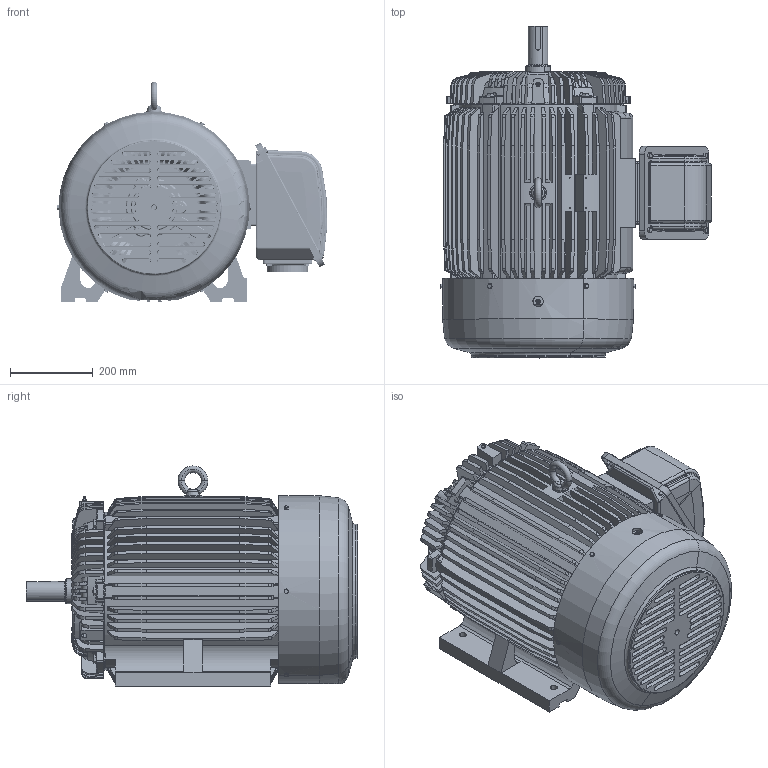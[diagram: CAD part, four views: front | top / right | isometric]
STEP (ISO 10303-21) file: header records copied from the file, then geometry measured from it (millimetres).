
FILE_DESCRIPTION(('CATIA V5 STEP Exchange'),'2;1');
FILE_NAME('365TS-H_AllCATPart.stp','2012-08-27T02:17:08+00:00',('none'),('none'),'CATIA Version 5 Release 19 SP 9 (IN-10)','CATIA V5 STEP AP203','none');
FILE_SCHEMA(('CONFIG_CONTROL_DESIGN'));
Length unit declared in the file: millimetre
Products named in the file (1): 365TS-H_AllCATPart
Bounding box: 652.67 x 800.67 x 531.28 mm (x, y, z)
Volume: 28287083.1 mm3; surface area: 5476726 mm2
Topology: 49 solids, 49 shells, 4189 faces, 11582 edges, 7555 vertices
Faces by surface type: plane 1455, torus 906, cylinder 902, cone 836, bspline 54, sphere 36
Entity records: 141584 total; most frequent: CARTESIAN_POINT 50427, ORIENTED_EDGE 23120, DIRECTION 11986, EDGE_CURVE 11560, VERTEX_POINT 7555, AXIS2_PLACEMENT_3D 6362, EDGE_LOOP 4501, CIRCLE 4298
